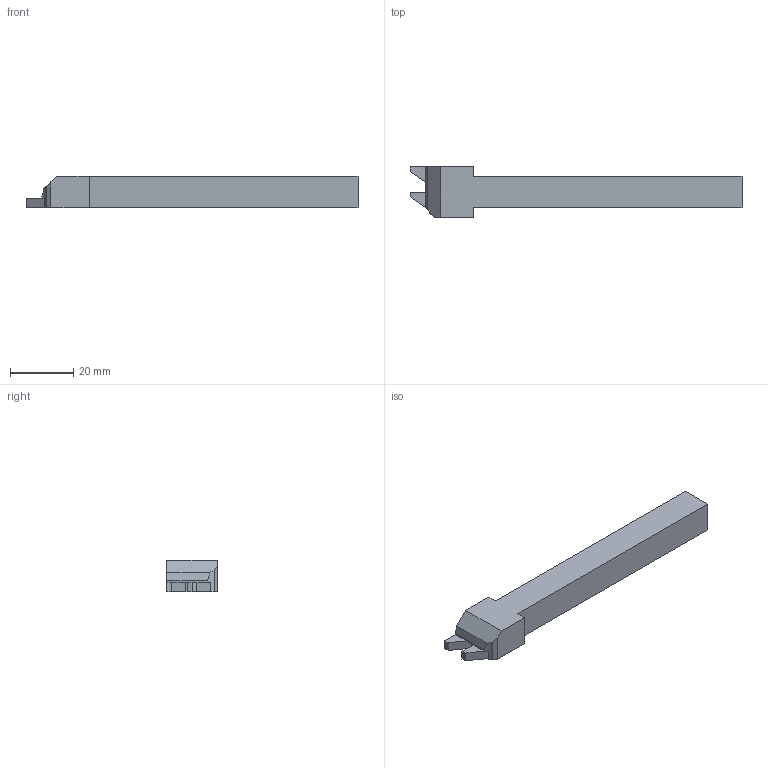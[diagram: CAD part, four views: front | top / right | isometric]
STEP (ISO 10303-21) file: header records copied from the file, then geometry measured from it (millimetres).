
FILE_DESCRIPTION (( 'STEP AP214' ), '1' );
FILE_NAME ('CUT-695-05.STEP', '2017-05-02T07:29:01', ( '' ), ( '' ), 'SwSTEP 2.0', 'SolidWorks 2016', '' );
FILE_SCHEMA (( 'AUTOMOTIVE_DESIGN' ));
Length unit declared in the file: millimetre
Products named in the file (1): CUT-695-05
Bounding box: 105 x 16 x 10 mm (x, y, z)
Volume: 10720 mm3; surface area: 4653 mm2
Topology: 1 solids, 1 shells, 72 faces, 193 edges, 125 vertices
Faces by surface type: plane 63, cylinder 9
Entity records: 2615 total; most frequent: CARTESIAN_POINT 397, ORIENTED_EDGE 386, DIRECTION 355, EDGE_CURVE 193, LINE 173, VECTOR 173, VERTEX_POINT 125, AXIS2_PLACEMENT_3D 91
